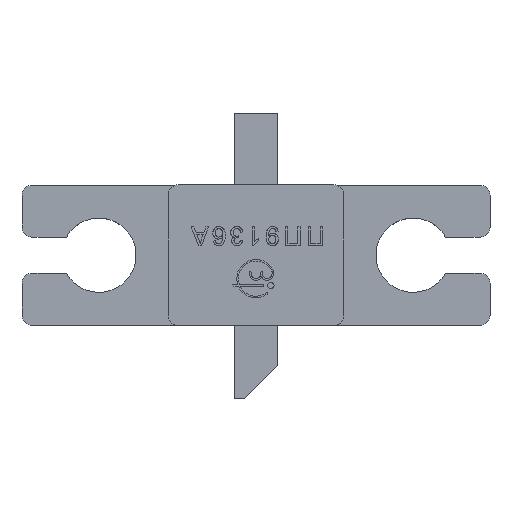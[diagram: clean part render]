
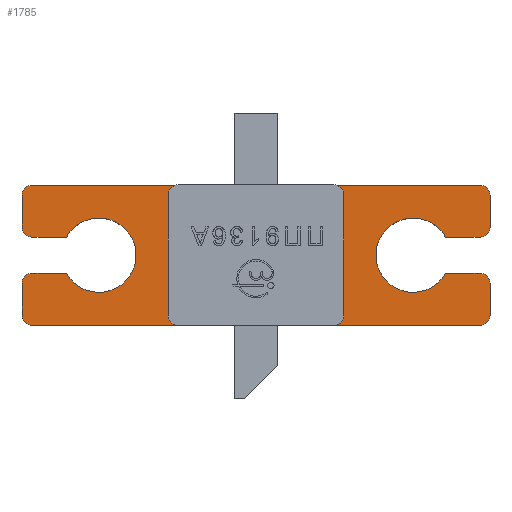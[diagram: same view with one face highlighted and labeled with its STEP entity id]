
A CAD part, top view. The second image highlights one B-rep face of the part: STEP entity #1785.
In plain terms, the highlighted planar face has unit normal (0, 0, 1).
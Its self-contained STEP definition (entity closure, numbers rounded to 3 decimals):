
#1785=ADVANCED_FACE('',(#3277,#3279),#3281,.T.);
#3277=FACE_BOUND('',#3278,.T.);
#3278=EDGE_LOOP('',(#4752,#4753,#4754,#4755,#4756,#4757,#4758,#4759,#4760,#4761,
#4762,#4763,#4764,#4765,#4766,#4767,#4768,#4769,#4770,#4771));
#3279=FACE_BOUND('',#3280,.T.);
#3280=EDGE_LOOP('',(#4772,#4773,#4774,#4775,#4776,#4777,#4778,#4779));
#3281=PLANE('',#3282);
#3282=AXIS2_PLACEMENT_3D('',#3283,#3284,#3285);
#3283=CARTESIAN_POINT('',(0.,0.,1.2));
#3284=DIRECTION('',(0.,0.,1.));
#3285=DIRECTION('',(-1.,0.,0.));
#4752=ORIENTED_EDGE('',*,*,#5410,.T.);
#4753=ORIENTED_EDGE('',*,*,#5411,.T.);
#4754=ORIENTED_EDGE('',*,*,#5412,.T.);
#4755=ORIENTED_EDGE('',*,*,#5413,.T.);
#4756=ORIENTED_EDGE('',*,*,#5414,.T.);
#4757=ORIENTED_EDGE('',*,*,#5415,.T.);
#4758=ORIENTED_EDGE('',*,*,#5416,.T.);
#4759=ORIENTED_EDGE('',*,*,#5417,.T.);
#4760=ORIENTED_EDGE('',*,*,#5418,.T.);
#4761=ORIENTED_EDGE('',*,*,#5419,.T.);
#4762=ORIENTED_EDGE('',*,*,#5420,.T.);
#4763=ORIENTED_EDGE('',*,*,#5421,.T.);
#4764=ORIENTED_EDGE('',*,*,#5422,.T.);
#4765=ORIENTED_EDGE('',*,*,#5423,.T.);
#4766=ORIENTED_EDGE('',*,*,#5424,.T.);
#4767=ORIENTED_EDGE('',*,*,#5425,.T.);
#4768=ORIENTED_EDGE('',*,*,#5426,.T.);
#4769=ORIENTED_EDGE('',*,*,#5427,.T.);
#4770=ORIENTED_EDGE('',*,*,#5428,.T.);
#4771=ORIENTED_EDGE('',*,*,#5429,.T.);
#4772=ORIENTED_EDGE('',*,*,#5396,.F.);
#4773=ORIENTED_EDGE('',*,*,#5394,.F.);
#4774=ORIENTED_EDGE('',*,*,#5408,.F.);
#4775=ORIENTED_EDGE('',*,*,#5406,.F.);
#4776=ORIENTED_EDGE('',*,*,#5404,.F.);
#4777=ORIENTED_EDGE('',*,*,#5402,.F.);
#4778=ORIENTED_EDGE('',*,*,#5400,.F.);
#4779=ORIENTED_EDGE('',*,*,#5398,.F.);
#5394=EDGE_CURVE('',#6329,#6331,#6332,.T.);
#5396=EDGE_CURVE('',#6331,#6334,#6335,.T.);
#5398=EDGE_CURVE('',#6334,#6337,#6338,.T.);
#5400=EDGE_CURVE('',#6337,#6340,#6341,.T.);
#5402=EDGE_CURVE('',#6340,#6343,#6344,.T.);
#5404=EDGE_CURVE('',#6343,#6346,#6347,.T.);
#5406=EDGE_CURVE('',#6346,#6349,#6350,.T.);
#5408=EDGE_CURVE('',#6349,#6329,#6352,.T.);
#5410=EDGE_CURVE('',#6354,#6355,#6356,.T.);
#5411=EDGE_CURVE('',#6355,#6357,#6358,.T.);
#5412=EDGE_CURVE('',#6357,#6359,#6360,.T.);
#5413=EDGE_CURVE('',#6359,#6361,#6362,.T.);
#5414=EDGE_CURVE('',#6361,#6363,#6364,.T.);
#5415=EDGE_CURVE('',#6363,#6365,#6366,.T.);
#5416=EDGE_CURVE('',#6365,#6367,#6368,.T.);
#5417=EDGE_CURVE('',#6367,#6369,#6370,.T.);
#5418=EDGE_CURVE('',#6369,#6371,#6372,.T.);
#5419=EDGE_CURVE('',#6371,#6373,#6374,.T.);
#5420=EDGE_CURVE('',#6373,#6375,#6376,.T.);
#5421=EDGE_CURVE('',#6375,#6377,#6378,.T.);
#5422=EDGE_CURVE('',#6377,#6379,#6380,.T.);
#5423=EDGE_CURVE('',#6379,#6381,#6382,.T.);
#5424=EDGE_CURVE('',#6381,#6383,#6384,.T.);
#5425=EDGE_CURVE('',#6383,#6385,#6386,.T.);
#5426=EDGE_CURVE('',#6385,#6387,#6388,.T.);
#5427=EDGE_CURVE('',#6387,#6389,#6390,.T.);
#5428=EDGE_CURVE('',#6389,#6391,#6392,.T.);
#5429=EDGE_CURVE('',#6391,#6354,#6393,.T.);
#6329=VERTEX_POINT('',#8381);
#6331=VERTEX_POINT('',#8385);
#6332=CIRCLE('',#8386,0.3);
#6334=VERTEX_POINT('',#8393);
#6335=LINE('',#8394,#8395);
#6337=VERTEX_POINT('',#8400);
#6338=CIRCLE('',#8401,0.3);
#6340=VERTEX_POINT('',#8408);
#6341=LINE('',#8409,#8410);
#6343=VERTEX_POINT('',#8415);
#6344=CIRCLE('',#8416,0.3);
#6346=VERTEX_POINT('',#8423);
#6347=LINE('',#8424,#8425);
#6349=VERTEX_POINT('',#8430);
#6350=CIRCLE('',#8431,0.3);
#6352=LINE('',#8438,#8439);
#6354=VERTEX_POINT('',#8444);
#6355=VERTEX_POINT('',#8445);
#6356=LINE('',#8446,#8447);
#6357=VERTEX_POINT('',#8449);
#6358=CIRCLE('',#8450,0.3);
#6359=VERTEX_POINT('',#8454);
#6360=LINE('',#8455,#8456);
#6361=VERTEX_POINT('',#8458);
#6362=CIRCLE('',#8459,0.3);
#6363=VERTEX_POINT('',#8463);
#6364=LINE('',#8464,#8465);
#6365=VERTEX_POINT('',#8467);
#6366=CIRCLE('',#8468,0.3);
#6367=VERTEX_POINT('',#8472);
#6368=LINE('',#8473,#8474);
#6369=VERTEX_POINT('',#8476);
#6370=CIRCLE('',#8477,1.125);
#6371=VERTEX_POINT('',#8481);
#6372=LINE('',#8482,#8483);
#6373=VERTEX_POINT('',#8485);
#6374=CIRCLE('',#8486,0.3);
#6375=VERTEX_POINT('',#8490);
#6376=LINE('',#8491,#8492);
#6377=VERTEX_POINT('',#8494);
#6378=CIRCLE('',#8495,0.3);
#6379=VERTEX_POINT('',#8499);
#6380=LINE('',#8500,#8501);
#6381=VERTEX_POINT('',#8503);
#6382=CIRCLE('',#8504,0.3);
#6383=VERTEX_POINT('',#8508);
#6384=LINE('',#8509,#8510);
#6385=VERTEX_POINT('',#8512);
#6386=CIRCLE('',#8513,0.3);
#6387=VERTEX_POINT('',#8517);
#6388=LINE('',#8518,#8519);
#6389=VERTEX_POINT('',#8521);
#6390=CIRCLE('',#8522,1.125);
#6391=VERTEX_POINT('',#8526);
#6392=LINE('',#8527,#8528);
#6393=CIRCLE('',#8530,0.3);
#8381=CARTESIAN_POINT('',(-2.65,-1.8,1.2));
#8385=CARTESIAN_POINT('',(-2.35,-2.1,1.2));
#8386=AXIS2_PLACEMENT_3D('',#8387,#8388,#8389);
#8387=CARTESIAN_POINT('',(-2.35,-1.8,1.2));
#8388=DIRECTION('',(0.,0.,1.));
#8389=DIRECTION('',(-1.,0.,0.));
#8393=CARTESIAN_POINT('',(2.35,-2.1,1.2));
#8394=CARTESIAN_POINT('',(-2.35,-2.1,1.2));
#8395=VECTOR('',#8396,1.);
#8396=DIRECTION('',(1.,0.,0.));
#8400=CARTESIAN_POINT('',(2.65,-1.8,1.2));
#8401=AXIS2_PLACEMENT_3D('',#8402,#8403,#8404);
#8402=CARTESIAN_POINT('',(2.35,-1.8,1.2));
#8403=DIRECTION('',(0.,0.,1.));
#8404=DIRECTION('',(0.,-1.,0.));
#8408=CARTESIAN_POINT('',(2.65,1.8,1.2));
#8409=CARTESIAN_POINT('',(2.65,-1.8,1.2));
#8410=VECTOR('',#8411,1.);
#8411=DIRECTION('',(0.,1.,0.));
#8415=CARTESIAN_POINT('',(2.35,2.1,1.2));
#8416=AXIS2_PLACEMENT_3D('',#8417,#8418,#8419);
#8417=CARTESIAN_POINT('',(2.35,1.8,1.2));
#8418=DIRECTION('',(0.,0.,1.));
#8419=DIRECTION('',(1.,0.,0.));
#8423=CARTESIAN_POINT('',(-2.35,2.1,1.2));
#8424=CARTESIAN_POINT('',(2.35,2.1,1.2));
#8425=VECTOR('',#8426,1.);
#8426=DIRECTION('',(-1.,0.,0.));
#8430=CARTESIAN_POINT('',(-2.65,1.8,1.2));
#8431=AXIS2_PLACEMENT_3D('',#8432,#8433,#8434);
#8432=CARTESIAN_POINT('',(-2.35,1.8,1.2));
#8433=DIRECTION('',(0.,0.,1.));
#8434=DIRECTION('',(0.,1.,0.));
#8438=CARTESIAN_POINT('',(-2.65,1.8,1.2));
#8439=VECTOR('',#8440,1.);
#8440=DIRECTION('',(0.,-1.,0.));
#8444=CARTESIAN_POINT('',(-7.075,-0.85,1.2));
#8445=CARTESIAN_POINT('',(-7.075,-1.815,1.2));
#8446=CARTESIAN_POINT('',(-7.075,-0.85,1.2));
#8447=VECTOR('',#8448,1.);
#8448=DIRECTION('',(0.,-1.,0.));
#8449=CARTESIAN_POINT('',(-6.775,-2.115,1.2));
#8450=AXIS2_PLACEMENT_3D('',#8451,#8452,#8453);
#8451=CARTESIAN_POINT('',(-6.775,-1.815,1.2));
#8452=DIRECTION('',(0.,0.,1.));
#8453=DIRECTION('',(-1.,0.,0.));
#8454=CARTESIAN_POINT('',(6.775,-2.115,1.2));
#8455=CARTESIAN_POINT('',(-6.775,-2.115,1.2));
#8456=VECTOR('',#8457,1.);
#8457=DIRECTION('',(1.,0.,0.));
#8458=CARTESIAN_POINT('',(7.075,-1.815,1.2));
#8459=AXIS2_PLACEMENT_3D('',#8460,#8461,#8462);
#8460=CARTESIAN_POINT('',(6.775,-1.815,1.2));
#8461=DIRECTION('',(0.,0.,1.));
#8462=DIRECTION('',(0.,-1.,0.));
#8463=CARTESIAN_POINT('',(7.075,-0.85,1.2));
#8464=CARTESIAN_POINT('',(7.075,-1.815,1.2));
#8465=VECTOR('',#8466,1.);
#8466=DIRECTION('',(0.,1.,0.));
#8467=CARTESIAN_POINT('',(6.775,-0.55,1.2));
#8468=AXIS2_PLACEMENT_3D('',#8469,#8470,#8471);
#8469=CARTESIAN_POINT('',(6.775,-0.85,1.2));
#8470=DIRECTION('',(0.,0.,1.));
#8471=DIRECTION('',(1.,0.,0.));
#8472=CARTESIAN_POINT('',(5.731,-0.55,1.2));
#8473=CARTESIAN_POINT('',(6.775,-0.55,1.2));
#8474=VECTOR('',#8475,1.);
#8475=DIRECTION('',(-1.,0.,0.));
#8476=CARTESIAN_POINT('',(5.731,0.55,1.2));
#8477=AXIS2_PLACEMENT_3D('',#8478,#8479,#8480);
#8478=CARTESIAN_POINT('',(4.75,0.,1.2));
#8479=DIRECTION('',(0.,0.,-1.));
#8480=DIRECTION('',(0.872,-0.489,0.));
#8481=CARTESIAN_POINT('',(6.775,0.55,1.2));
#8482=CARTESIAN_POINT('',(5.731,0.55,1.2));
#8483=VECTOR('',#8484,1.);
#8484=DIRECTION('',(1.,0.,0.));
#8485=CARTESIAN_POINT('',(7.075,0.85,1.2));
#8486=AXIS2_PLACEMENT_3D('',#8487,#8488,#8489);
#8487=CARTESIAN_POINT('',(6.775,0.85,1.2));
#8488=DIRECTION('',(0.,0.,1.));
#8489=DIRECTION('',(0.,-1.,0.));
#8490=CARTESIAN_POINT('',(7.075,1.815,1.2));
#8491=CARTESIAN_POINT('',(7.075,0.85,1.2));
#8492=VECTOR('',#8493,1.);
#8493=DIRECTION('',(0.,1.,0.));
#8494=CARTESIAN_POINT('',(6.775,2.115,1.2));
#8495=AXIS2_PLACEMENT_3D('',#8496,#8497,#8498);
#8496=CARTESIAN_POINT('',(6.775,1.815,1.2));
#8497=DIRECTION('',(0.,0.,1.));
#8498=DIRECTION('',(1.,0.,0.));
#8499=CARTESIAN_POINT('',(-6.775,2.115,1.2));
#8500=CARTESIAN_POINT('',(6.775,2.115,1.2));
#8501=VECTOR('',#8502,1.);
#8502=DIRECTION('',(-1.,0.,0.));
#8503=CARTESIAN_POINT('',(-7.075,1.815,1.2));
#8504=AXIS2_PLACEMENT_3D('',#8505,#8506,#8507);
#8505=CARTESIAN_POINT('',(-6.775,1.815,1.2));
#8506=DIRECTION('',(0.,0.,1.));
#8507=DIRECTION('',(0.,1.,0.));
#8508=CARTESIAN_POINT('',(-7.075,0.85,1.2));
#8509=CARTESIAN_POINT('',(-7.075,1.815,1.2));
#8510=VECTOR('',#8511,1.);
#8511=DIRECTION('',(0.,-1.,0.));
#8512=CARTESIAN_POINT('',(-6.775,0.55,1.2));
#8513=AXIS2_PLACEMENT_3D('',#8514,#8515,#8516);
#8514=CARTESIAN_POINT('',(-6.775,0.85,1.2));
#8515=DIRECTION('',(0.,0.,1.));
#8516=DIRECTION('',(-1.,0.,0.));
#8517=CARTESIAN_POINT('',(-5.731,0.55,1.2));
#8518=CARTESIAN_POINT('',(-6.775,0.55,1.2));
#8519=VECTOR('',#8520,1.);
#8520=DIRECTION('',(1.,0.,0.));
#8521=CARTESIAN_POINT('',(-5.731,-0.55,1.2));
#8522=AXIS2_PLACEMENT_3D('',#8523,#8524,#8525);
#8523=CARTESIAN_POINT('',(-4.75,0.,1.2));
#8524=DIRECTION('',(0.,0.,-1.));
#8525=DIRECTION('',(-0.872,0.489,0.));
#8526=CARTESIAN_POINT('',(-6.775,-0.55,1.2));
#8527=CARTESIAN_POINT('',(-5.731,-0.55,1.2));
#8528=VECTOR('',#8529,1.);
#8529=DIRECTION('',(-1.,0.,0.));
#8530=AXIS2_PLACEMENT_3D('',#8531,#8532,#8533);
#8531=CARTESIAN_POINT('',(-6.775,-0.85,1.2));
#8532=DIRECTION('',(0.,0.,1.));
#8533=DIRECTION('',(0.,1.,0.));
